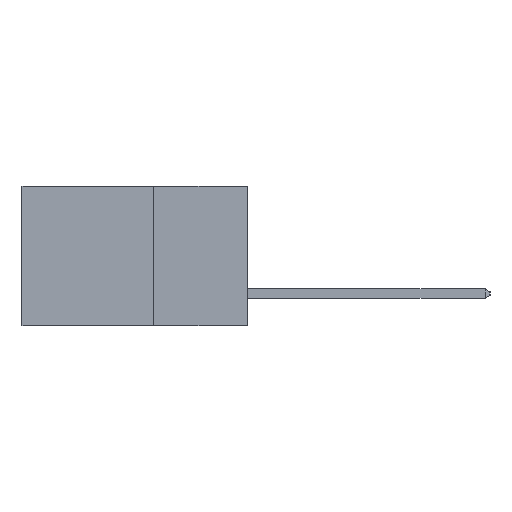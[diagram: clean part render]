
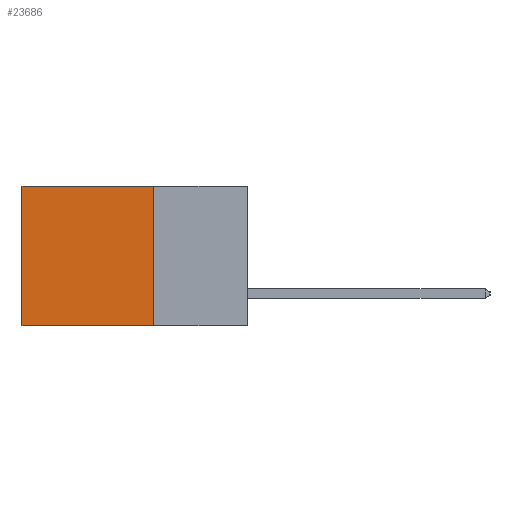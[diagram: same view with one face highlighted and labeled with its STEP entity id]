
A CAD part, left-side view. The second image highlights one B-rep face of the part: STEP entity #23686.
In plain terms, the highlighted planar face has unit normal (-1, 0, 0).
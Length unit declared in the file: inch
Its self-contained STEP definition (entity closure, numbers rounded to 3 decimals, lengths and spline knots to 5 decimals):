
#151 = EDGE_CURVE ( 'NONE', #20368, #11237, #3795, .T. ) ;
#481 = FACE_OUTER_BOUND ( 'NONE', #2435, .T. ) ;
#1098 = ORIENTED_EDGE ( 'NONE', *, *, #19000, .F. ) ;
#1148 = DIRECTION ( 'NONE',  ( 0., 1., 0. ) ) ;
#1729 = EDGE_CURVE ( 'NONE', #20368, #24677, #12257, .T. ) ;
#2168 = VERTEX_POINT ( 'NONE', #11619 ) ;
#2435 = EDGE_LOOP ( 'NONE', ( #2792, #1098, #11659, #15228 ) ) ;
#2792 = ORIENTED_EDGE ( 'NONE', *, *, #14761, .T. ) ;
#3632 = PLANE ( 'NONE',  #5210 ) ;
#3759 = CARTESIAN_POINT ( 'NONE',  ( 0.298, 0.6, 0. ) ) ;
#3795 = LINE ( 'NONE', #16998, #24065 ) ;
#5210 = AXIS2_PLACEMENT_3D ( 'NONE', #17805, #19854, #7703 ) ;
#5877 = LINE ( 'NONE', #3759, #15406 ) ;
#7703 = DIRECTION ( 'NONE',  ( 0., 0., -1. ) ) ;
#7754 = CARTESIAN_POINT ( 'NONE',  ( 0.298, 0.25, 0. ) ) ;
#11237 = VERTEX_POINT ( 'NONE', #25057 ) ;
#11619 = CARTESIAN_POINT ( 'NONE',  ( 0.298, 0.6, -0.37 ) ) ;
#11659 = ORIENTED_EDGE ( 'NONE', *, *, #1729, .F. ) ;
#12257 = LINE ( 'NONE', #7754, #17017 ) ;
#12891 = CARTESIAN_POINT ( 'NONE',  ( 0.298, 0.25, -0.37 ) ) ;
#13323 = CARTESIAN_POINT ( 'NONE',  ( 0.298, 0.25, -0.37 ) ) ;
#14761 = EDGE_CURVE ( 'NONE', #11237, #2168, #5877, .T. ) ;
#15228 = ORIENTED_EDGE ( 'NONE', *, *, #151, .T. ) ;
#15406 = VECTOR ( 'NONE', #19986, 39.37008 ) ;
#15514 = VECTOR ( 'NONE', #1148, 39.37008 ) ;
#15817 = CARTESIAN_POINT ( 'NONE',  ( 0.298, 0.25, 0. ) ) ;
#16808 = DIRECTION ( 'NONE',  ( 0., 1., 0. ) ) ;
#16998 = CARTESIAN_POINT ( 'NONE',  ( 0.298, 0.25, 0. ) ) ;
#17017 = VECTOR ( 'NONE', #17381, 39.37008 ) ;
#17381 = DIRECTION ( 'NONE',  ( 0., 0., -1. ) ) ;
#17805 = CARTESIAN_POINT ( 'NONE',  ( 0.298, 0.25, 0. ) ) ;
#19000 = EDGE_CURVE ( 'NONE', #24677, #2168, #19626, .T. ) ;
#19626 = LINE ( 'NONE', #13323, #15514 ) ;
#19854 = DIRECTION ( 'NONE',  ( 1., 0., 0. ) ) ;
#19986 = DIRECTION ( 'NONE',  ( 0., 0., -1. ) ) ;
#20368 = VERTEX_POINT ( 'NONE', #15817 ) ;
#23686 = ADVANCED_FACE ( 'NONE', ( #481 ), #3632, .F. ) ;
#24065 = VECTOR ( 'NONE', #16808, 39.37008 ) ;
#24677 = VERTEX_POINT ( 'NONE', #12891 ) ;
#25057 = CARTESIAN_POINT ( 'NONE',  ( 0.298, 0.6, 0. ) ) ;
